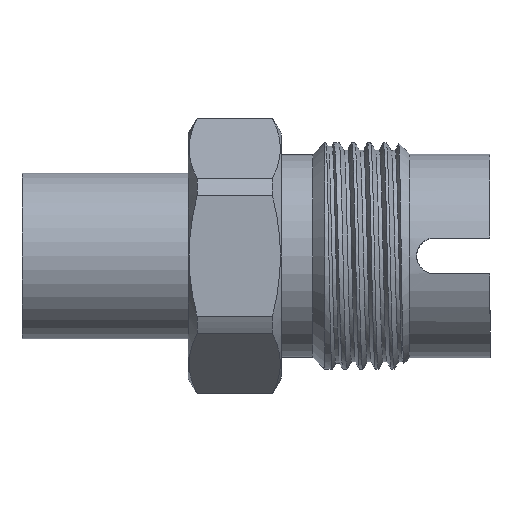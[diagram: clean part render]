
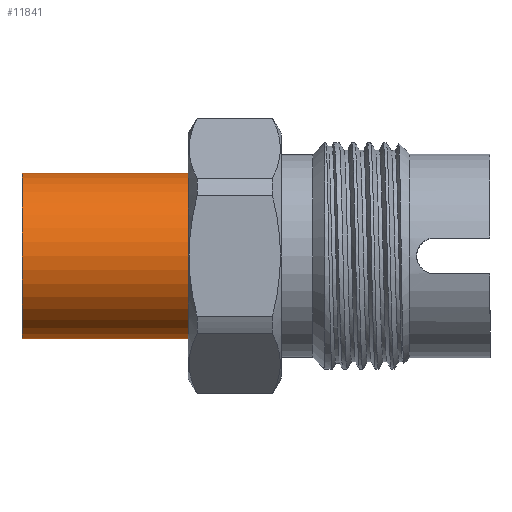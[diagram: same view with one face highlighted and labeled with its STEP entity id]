
A CAD part, left-side view. The second image highlights one B-rep face of the part: STEP entity #11841.
In plain terms, the highlighted cylindrical face has radius 9.544 mm (diameter 19.088 mm), a partial arc.
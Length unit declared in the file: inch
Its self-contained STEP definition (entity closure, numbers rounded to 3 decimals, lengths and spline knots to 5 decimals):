
#57 = DIRECTION ( 'NONE',  ( 0., -1., 0. ) ) ;
#532 = CYLINDRICAL_SURFACE ( 'NONE', #7527, 0.37575 ) ;
#1046 = CARTESIAN_POINT ( 'NONE',  ( 0., 2.12, 0.37575 ) ) ;
#1563 = CIRCLE ( 'NONE', #2788, 0.37575 ) ;
#1768 = EDGE_CURVE ( 'NONE', #9073, #11615, #10003, .T. ) ;
#1801 = DIRECTION ( 'NONE',  ( 0., -1., 0. ) ) ;
#2300 = AXIS2_PLACEMENT_3D ( 'NONE', #6927, #5047, #2979 ) ;
#2307 = DIRECTION ( 'NONE',  ( 0., 0., -1. ) ) ;
#2780 = DIRECTION ( 'NONE',  ( 0., 0., -1. ) ) ;
#2788 = AXIS2_PLACEMENT_3D ( 'NONE', #10064, #8190, #2307 ) ;
#2979 = DIRECTION ( 'NONE',  ( 0., 0., -1. ) ) ;
#3233 = EDGE_CURVE ( 'NONE', #11615, #5389, #1563, .T. ) ;
#3472 = EDGE_LOOP ( 'NONE', ( #9726, #7837, #4545, #7421 ) ) ;
#4545 = ORIENTED_EDGE ( 'NONE', *, *, #9627, .T. ) ;
#5047 = DIRECTION ( 'NONE',  ( 0., -1., 0. ) ) ;
#5389 = VERTEX_POINT ( 'NONE', #6552 ) ;
#6552 = CARTESIAN_POINT ( 'NONE',  ( 0., 1.3675, -0.37575 ) ) ;
#6643 = VECTOR ( 'NONE', #57, 39.37008 ) ;
#6927 = CARTESIAN_POINT ( 'NONE',  ( 0., 2.12, 0. ) ) ;
#6943 = CARTESIAN_POINT ( 'NONE',  ( 0., 2.12, -0.37575 ) ) ;
#7378 = CARTESIAN_POINT ( 'NONE',  ( 0., 0., -0.37575 ) ) ;
#7421 = ORIENTED_EDGE ( 'NONE', *, *, #3233, .F. ) ;
#7527 = AXIS2_PLACEMENT_3D ( 'NONE', #11575, #1801, #2780 ) ;
#7837 = ORIENTED_EDGE ( 'NONE', *, *, #8018, .T. ) ;
#8018 = EDGE_CURVE ( 'NONE', #9073, #11382, #12551, .T. ) ;
#8190 = DIRECTION ( 'NONE',  ( 0., -1., 0. ) ) ;
#8849 = CARTESIAN_POINT ( 'NONE',  ( 0., 0., 0.37575 ) ) ;
#9073 = VERTEX_POINT ( 'NONE', #1046 ) ;
#9403 = CARTESIAN_POINT ( 'NONE',  ( 0., 1.3675, 0.37575 ) ) ;
#9469 = LINE ( 'NONE', #7378, #12681 ) ;
#9627 = EDGE_CURVE ( 'NONE', #11382, #5389, #9469, .T. ) ;
#9726 = ORIENTED_EDGE ( 'NONE', *, *, #1768, .F. ) ;
#10003 = LINE ( 'NONE', #8849, #6643 ) ;
#10064 = CARTESIAN_POINT ( 'NONE',  ( 0., 1.3675, 0. ) ) ;
#10202 = FACE_OUTER_BOUND ( 'NONE', #3472, .T. ) ;
#11212 = DIRECTION ( 'NONE',  ( 0., -1., 0. ) ) ;
#11382 = VERTEX_POINT ( 'NONE', #6943 ) ;
#11575 = CARTESIAN_POINT ( 'NONE',  ( 0., 0., 0. ) ) ;
#11615 = VERTEX_POINT ( 'NONE', #9403 ) ;
#11841 = ADVANCED_FACE ( 'NONE', ( #10202 ), #532, .T. ) ;
#12551 = CIRCLE ( 'NONE', #2300, 0.37575 ) ;
#12681 = VECTOR ( 'NONE', #11212, 39.37008 ) ;
